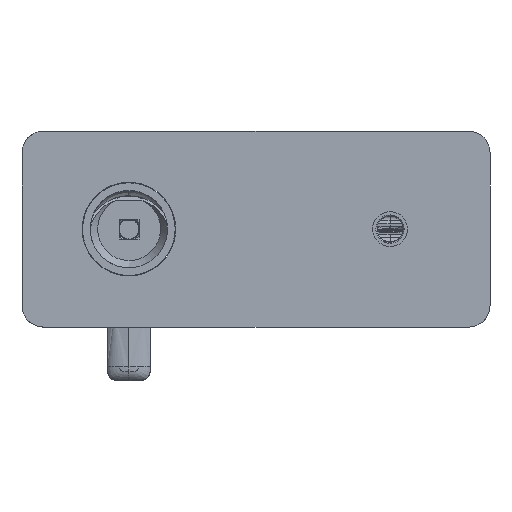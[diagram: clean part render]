
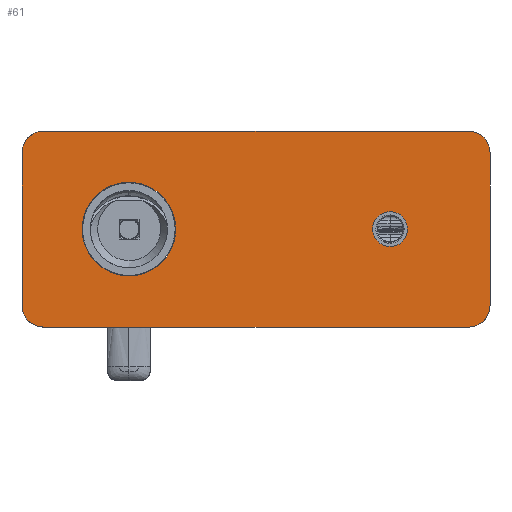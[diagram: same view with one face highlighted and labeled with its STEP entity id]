
A CAD part, left-side view. The second image highlights one B-rep face of the part: STEP entity #61.
In plain terms, the highlighted planar face has unit normal (-1, 0, 0).
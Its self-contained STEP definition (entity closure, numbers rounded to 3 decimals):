
#61=ADVANCED_FACE('',(#1398,#1118,#1119),#19100,.T.);
#1118=FACE_BOUND('',#2456,.T.);
#1119=FACE_BOUND('',#2457,.T.);
#1398=FACE_OUTER_BOUND('',#2455,.T.);
#2455=EDGE_LOOP('',(#3792,#3793,#3794,#3795,#3796,#3797,#3798,#3799));
#2456=EDGE_LOOP('',(#3800,#3801));
#2457=EDGE_LOOP('',(#3802,#3803));
#3792=ORIENTED_EDGE('',*,*,#10181,.F.);
#3793=ORIENTED_EDGE('',*,*,#10222,.F.);
#3794=ORIENTED_EDGE('',*,*,#10180,.F.);
#3795=ORIENTED_EDGE('',*,*,#10225,.F.);
#3796=ORIENTED_EDGE('',*,*,#10179,.F.);
#3797=ORIENTED_EDGE('',*,*,#10228,.F.);
#3798=ORIENTED_EDGE('',*,*,#10178,.F.);
#3799=ORIENTED_EDGE('',*,*,#10184,.F.);
#3800=ORIENTED_EDGE('',*,*,#10193,.F.);
#3801=ORIENTED_EDGE('',*,*,#10197,.F.);
#3802=ORIENTED_EDGE('',*,*,#10199,.F.);
#3803=ORIENTED_EDGE('',*,*,#10203,.F.);
#10178=EDGE_CURVE('',#16565,#16566,#14089,.T.);
#10179=EDGE_CURVE('',#16567,#16568,#14090,.T.);
#10180=EDGE_CURVE('',#16569,#16570,#14091,.T.);
#10181=EDGE_CURVE('',#16571,#16564,#14092,.T.);
#10184=EDGE_CURVE('',#16564,#16565,#13372,.T.);
#10193=EDGE_CURVE('',#16572,#16573,#13376,.T.);
#10197=EDGE_CURVE('',#16573,#16572,#13378,.T.);
#10199=EDGE_CURVE('',#16574,#16575,#13380,.T.);
#10203=EDGE_CURVE('',#16575,#16574,#13382,.T.);
#10222=EDGE_CURVE('',#16570,#16571,#13396,.T.);
#10225=EDGE_CURVE('',#16568,#16569,#13397,.T.);
#10228=EDGE_CURVE('',#16566,#16567,#13398,.T.);
#13372=(
BOUNDED_CURVE()
B_SPLINE_CURVE(2,(#21484,#21485,#21486),.UNSPECIFIED.,.F.,.F.)
B_SPLINE_CURVE_WITH_KNOTS((3,3),(-15.708,0.),.UNSPECIFIED.)
CURVE()
GEOMETRIC_REPRESENTATION_ITEM()
RATIONAL_B_SPLINE_CURVE((1.,0.707,1.))
REPRESENTATION_ITEM('')
);
#13376=(
BOUNDED_CURVE()
B_SPLINE_CURVE(2,(#21506,#21507,#21508,#21509,#21510),.UNSPECIFIED.,.F.,
 .F.)
B_SPLINE_CURVE_WITH_KNOTS((3,2,3),(-25.133,-12.566,
0.),.UNSPECIFIED.)
CURVE()
GEOMETRIC_REPRESENTATION_ITEM()
RATIONAL_B_SPLINE_CURVE((1.,0.707,1.,0.707,1.))
REPRESENTATION_ITEM('')
);
#13378=(
BOUNDED_CURVE()
B_SPLINE_CURVE(2,(#21520,#21521,#21522,#21523,#21524),.UNSPECIFIED.,.F.,
 .F.)
B_SPLINE_CURVE_WITH_KNOTS((3,2,3),(-25.133,-12.566,
0.),.UNSPECIFIED.)
CURVE()
GEOMETRIC_REPRESENTATION_ITEM()
RATIONAL_B_SPLINE_CURVE((1.,0.707,1.,0.707,1.))
REPRESENTATION_ITEM('')
);
#13380=(
BOUNDED_CURVE()
B_SPLINE_CURVE(2,(#21530,#21531,#21532,#21533,#21534),.UNSPECIFIED.,.F.,
 .F.)
B_SPLINE_CURVE_WITH_KNOTS((3,2,3),(-67.544,-33.772,
0.),.UNSPECIFIED.)
CURVE()
GEOMETRIC_REPRESENTATION_ITEM()
RATIONAL_B_SPLINE_CURVE((1.,0.707,1.,0.707,1.))
REPRESENTATION_ITEM('')
);
#13382=(
BOUNDED_CURVE()
B_SPLINE_CURVE(2,(#21544,#21545,#21546,#21547,#21548),.UNSPECIFIED.,.F.,
 .F.)
B_SPLINE_CURVE_WITH_KNOTS((3,2,3),(-67.544,-33.772,
0.),.UNSPECIFIED.)
CURVE()
GEOMETRIC_REPRESENTATION_ITEM()
RATIONAL_B_SPLINE_CURVE((1.,0.707,1.,0.707,1.))
REPRESENTATION_ITEM('')
);
#13396=(
BOUNDED_CURVE()
B_SPLINE_CURVE(2,(#21600,#21601,#21602),.UNSPECIFIED.,.F.,.F.)
B_SPLINE_CURVE_WITH_KNOTS((3,3),(-15.708,0.),.UNSPECIFIED.)
CURVE()
GEOMETRIC_REPRESENTATION_ITEM()
RATIONAL_B_SPLINE_CURVE((1.,0.707,1.))
REPRESENTATION_ITEM('')
);
#13397=(
BOUNDED_CURVE()
B_SPLINE_CURVE(2,(#21607,#21608,#21609),.UNSPECIFIED.,.F.,.F.)
B_SPLINE_CURVE_WITH_KNOTS((3,3),(-15.708,0.),.UNSPECIFIED.)
CURVE()
GEOMETRIC_REPRESENTATION_ITEM()
RATIONAL_B_SPLINE_CURVE((1.,0.707,1.))
REPRESENTATION_ITEM('')
);
#13398=(
BOUNDED_CURVE()
B_SPLINE_CURVE(2,(#21614,#21615,#21616),.UNSPECIFIED.,.F.,.F.)
B_SPLINE_CURVE_WITH_KNOTS((3,3),(-15.708,0.),.UNSPECIFIED.)
CURVE()
GEOMETRIC_REPRESENTATION_ITEM()
RATIONAL_B_SPLINE_CURVE((1.,0.707,1.))
REPRESENTATION_ITEM('')
);
#14089=B_SPLINE_CURVE_WITH_KNOTS('',1,(#21471,#21472),.UNSPECIFIED.,.F.,
 .F.,(2,2),(0.,70.),.UNSPECIFIED.);
#14090=B_SPLINE_CURVE_WITH_KNOTS('',1,(#21473,#21474),.UNSPECIFIED.,.F.,
 .F.,(2,2),(0.,195.),.UNSPECIFIED.);
#14091=B_SPLINE_CURVE_WITH_KNOTS('',1,(#21475,#21476),.UNSPECIFIED.,.F.,
 .F.,(2,2),(0.,70.),.UNSPECIFIED.);
#14092=B_SPLINE_CURVE_WITH_KNOTS('',1,(#21477,#21478),.UNSPECIFIED.,.F.,
 .F.,(2,2),(0.,195.),.UNSPECIFIED.);
#16564=VERTEX_POINT('',#21439);
#16565=VERTEX_POINT('',#21440);
#16566=VERTEX_POINT('',#21441);
#16567=VERTEX_POINT('',#21442);
#16568=VERTEX_POINT('',#21443);
#16569=VERTEX_POINT('',#21444);
#16570=VERTEX_POINT('',#21445);
#16571=VERTEX_POINT('',#21446);
#16572=VERTEX_POINT('',#21447);
#16573=VERTEX_POINT('',#21448);
#16574=VERTEX_POINT('',#21449);
#16575=VERTEX_POINT('',#21450);
#19100=PLANE('',#19709);
#19709=AXIS2_PLACEMENT_3D('',#20893,#20301,$);
#20301=DIRECTION('',(-1.,0.,0.));
#20893=CARTESIAN_POINT('',(64.5,-69.864,-5.658));
#21439=CARTESIAN_POINT('',(64.5,-38.085,93.622));
#21440=CARTESIAN_POINT('',(64.5,-48.085,83.622));
#21441=CARTESIAN_POINT('',(64.5,-48.085,13.622));
#21442=CARTESIAN_POINT('',(64.5,-38.085,3.622));
#21443=CARTESIAN_POINT('',(64.5,156.915,3.622));
#21444=CARTESIAN_POINT('',(64.5,166.915,13.622));
#21445=CARTESIAN_POINT('',(64.5,166.915,83.622));
#21446=CARTESIAN_POINT('',(64.5,156.915,93.622));
#21447=CARTESIAN_POINT('',(64.5,-10.185,48.622));
#21448=CARTESIAN_POINT('',(64.5,5.815,48.622));
#21449=CARTESIAN_POINT('',(64.5,96.315,48.622));
#21450=CARTESIAN_POINT('',(64.5,139.315,48.622));
#21471=CARTESIAN_POINT('',(64.5,-48.085,83.622));
#21472=CARTESIAN_POINT('',(64.5,-48.085,13.622));
#21473=CARTESIAN_POINT('',(64.5,-38.085,3.622));
#21474=CARTESIAN_POINT('',(64.5,156.915,3.622));
#21475=CARTESIAN_POINT('',(64.5,166.915,13.622));
#21476=CARTESIAN_POINT('',(64.5,166.915,83.622));
#21477=CARTESIAN_POINT('',(64.5,156.915,93.622));
#21478=CARTESIAN_POINT('',(64.5,-38.085,93.622));
#21484=CARTESIAN_POINT('',(64.5,-38.085,93.622));
#21485=CARTESIAN_POINT('',(64.5,-48.085,93.622));
#21486=CARTESIAN_POINT('',(64.5,-48.085,83.622));
#21506=CARTESIAN_POINT('',(64.5,-10.185,48.622));
#21507=CARTESIAN_POINT('',(64.5,-10.185,56.622));
#21508=CARTESIAN_POINT('',(64.5,-2.185,56.622));
#21509=CARTESIAN_POINT('',(64.5,5.815,56.622));
#21510=CARTESIAN_POINT('',(64.5,5.815,48.622));
#21520=CARTESIAN_POINT('',(64.5,5.815,48.622));
#21521=CARTESIAN_POINT('',(64.5,5.815,40.622));
#21522=CARTESIAN_POINT('',(64.5,-2.185,40.622));
#21523=CARTESIAN_POINT('',(64.5,-10.185,40.622));
#21524=CARTESIAN_POINT('',(64.5,-10.185,48.622));
#21530=CARTESIAN_POINT('',(64.5,96.315,48.622));
#21531=CARTESIAN_POINT('',(64.5,96.315,70.122));
#21532=CARTESIAN_POINT('',(64.5,117.815,70.122));
#21533=CARTESIAN_POINT('',(64.5,139.315,70.122));
#21534=CARTESIAN_POINT('',(64.5,139.315,48.622));
#21544=CARTESIAN_POINT('',(64.5,139.315,48.622));
#21545=CARTESIAN_POINT('',(64.5,139.315,27.122));
#21546=CARTESIAN_POINT('',(64.5,117.815,27.122));
#21547=CARTESIAN_POINT('',(64.5,96.315,27.122));
#21548=CARTESIAN_POINT('',(64.5,96.315,48.622));
#21600=CARTESIAN_POINT('',(64.5,166.915,83.622));
#21601=CARTESIAN_POINT('',(64.5,166.915,93.622));
#21602=CARTESIAN_POINT('',(64.5,156.915,93.622));
#21607=CARTESIAN_POINT('',(64.5,156.915,3.622));
#21608=CARTESIAN_POINT('',(64.5,166.915,3.622));
#21609=CARTESIAN_POINT('',(64.5,166.915,13.622));
#21614=CARTESIAN_POINT('',(64.5,-48.085,13.622));
#21615=CARTESIAN_POINT('',(64.5,-48.085,3.622));
#21616=CARTESIAN_POINT('',(64.5,-38.085,3.622));
